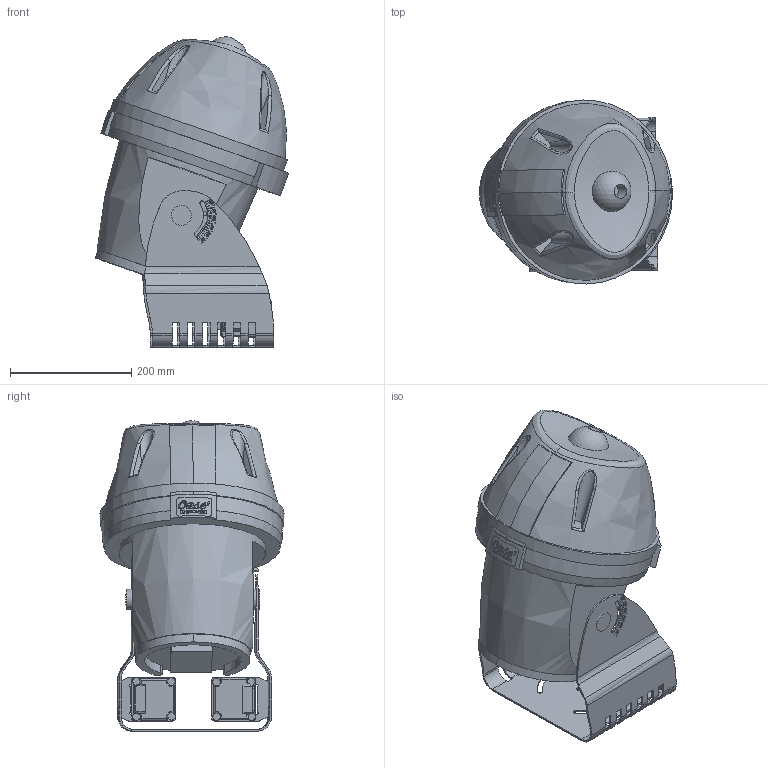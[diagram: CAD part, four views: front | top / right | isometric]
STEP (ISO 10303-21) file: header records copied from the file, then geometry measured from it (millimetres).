
FILE_DESCRIPTION(/* description */ (''),/* implementation_level */ '2;1');
FILE_NAME(/* name */ '34137_jumpuing_jet.stp',/* time_stamp */ '2017-11-30T09:32:41+01:00',/* author */ ('guzb562'),/* organization */ (''),/* preprocessor_version */ 'ST-DEVELOPER v16.1',/* originating_system */ 'Autodesk Inventor 2016',/* authorisation */ '');
FILE_SCHEMA (('AUTOMOTIVE_DESIGN { 1 0 10303 214 3 1 1 }'));
Products named in the file (5): neue Box; neue Box_2; 29569_haube; Fuss; 34137_jumpuing_jet
Assembly tree (4 placements, depth 2):
  34137_jumpuing_jet
    neue Box
    neue Box_2
    29569_haube
    Fuss
Bounding box: 318.47 x 303.65 x 511.95 mm (x, y, z)
Volume: 19054178.5 mm3; surface area: 769464.4 mm2
Topology: 5 solids, 5 shells, 2150 faces, 5903 edges, 3871 vertices
Faces by surface type: plane 1678, cylinder 267, bspline 156, torus 40, cone 8, sphere 1
Full cylindrical faces by diameter (mm): 6.617 x2, 8.161 x1, 8.572 x1, 9 x1, 9.213 x8, 9.761 x4, 9.81 x4, 10.194 x2, 22.995 x1, 26.211 x1, 26.246 x2, 33 x2, 33.2 x1, 33.541 x1, 38.321 x1, 296.731 x1
Entity records: 74608 total; most frequent: CARTESIAN_POINT 20397, ORIENTED_EDGE 11654, DIRECTION 10187, EDGE_CURVE 5827, LINE 4787, VECTOR 4787, VERTEX_POINT 3850, AXIS2_PLACEMENT_3D 2700
